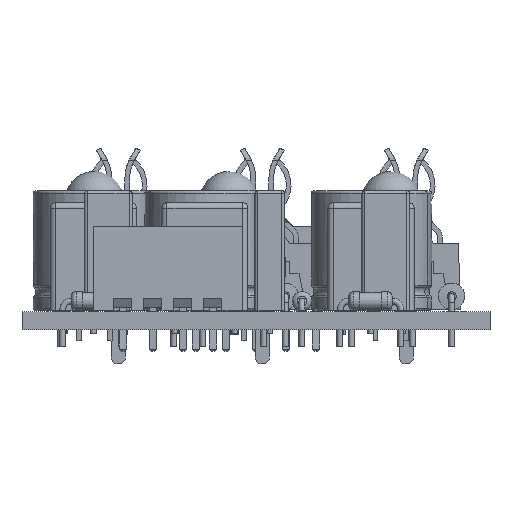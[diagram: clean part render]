
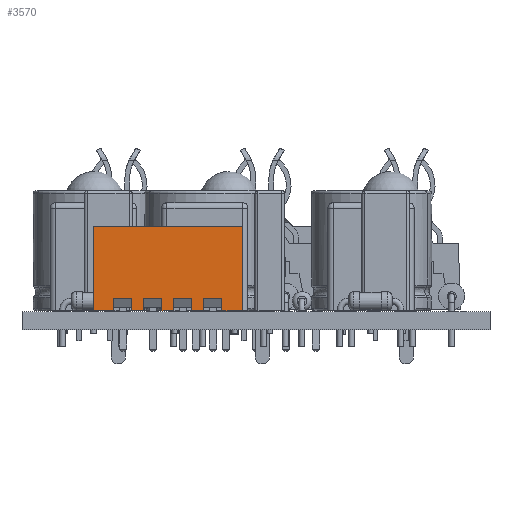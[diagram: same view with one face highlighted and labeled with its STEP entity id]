
A CAD part, front view. The second image highlights one B-rep face of the part: STEP entity #3570.
In plain terms, the highlighted planar face has unit normal (0, -1, 0).
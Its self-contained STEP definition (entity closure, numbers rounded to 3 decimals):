
#3361 = VERTEX_POINT('',#3362);
#3362 = CARTESIAN_POINT('',(-2.45,-3.4,7.));
#3368 = EDGE_CURVE('',#3361,#3369,#3371,.T.);
#3369 = VERTEX_POINT('',#3370);
#3370 = CARTESIAN_POINT('',(9.95,-3.4,7.));
#3371 = LINE('',#3372,#3373);
#3372 = CARTESIAN_POINT('',(-2.45,-3.4,7.));
#3373 = VECTOR('',#3374,1.);
#3374 = DIRECTION('',(1.,0.,0.));
#3488 = VERTEX_POINT('',#3489);
#3489 = CARTESIAN_POINT('',(-2.45,-3.4,0.));
#3536 = EDGE_CURVE('',#3488,#3361,#3537,.T.);
#3537 = LINE('',#3538,#3539);
#3538 = CARTESIAN_POINT('',(-2.45,-3.4,0.));
#3539 = VECTOR('',#3540,1.);
#3540 = DIRECTION('',(0.,0.,1.));
#3570 = ADVANCED_FACE('',(#3571),#3717,.F.);
#3571 = FACE_BOUND('',#3572,.F.);
#3572 = EDGE_LOOP('',(#3573,#3581,#3582,#3583,#3591,#3599,#3607,#3615,
    #3623,#3631,#3639,#3647,#3655,#3663,#3671,#3679,#3687,#3695,#3703,
    #3711));
#3573 = ORIENTED_EDGE('',*,*,#3574,.F.);
#3574 = EDGE_CURVE('',#3488,#3575,#3577,.T.);
#3575 = VERTEX_POINT('',#3576);
#3576 = CARTESIAN_POINT('',(-0.75,-3.4,0.));
#3577 = LINE('',#3578,#3579);
#3578 = CARTESIAN_POINT('',(-2.45,-3.4,0.));
#3579 = VECTOR('',#3580,1.);
#3580 = DIRECTION('',(1.,0.,0.));
#3581 = ORIENTED_EDGE('',*,*,#3536,.T.);
#3582 = ORIENTED_EDGE('',*,*,#3368,.T.);
#3583 = ORIENTED_EDGE('',*,*,#3584,.F.);
#3584 = EDGE_CURVE('',#3585,#3369,#3587,.T.);
#3585 = VERTEX_POINT('',#3586);
#3586 = CARTESIAN_POINT('',(9.95,-3.4,0.));
#3587 = LINE('',#3588,#3589);
#3588 = CARTESIAN_POINT('',(9.95,-3.4,0.));
#3589 = VECTOR('',#3590,1.);
#3590 = DIRECTION('',(0.,0.,1.));
#3591 = ORIENTED_EDGE('',*,*,#3592,.F.);
#3592 = EDGE_CURVE('',#3593,#3585,#3595,.T.);
#3593 = VERTEX_POINT('',#3594);
#3594 = CARTESIAN_POINT('',(8.25,-3.4,0.));
#3595 = LINE('',#3596,#3597);
#3596 = CARTESIAN_POINT('',(-2.45,-3.4,0.));
#3597 = VECTOR('',#3598,1.);
#3598 = DIRECTION('',(1.,0.,0.));
#3599 = ORIENTED_EDGE('',*,*,#3600,.F.);
#3600 = EDGE_CURVE('',#3601,#3593,#3603,.T.);
#3601 = VERTEX_POINT('',#3602);
#3602 = CARTESIAN_POINT('',(8.25,-3.4,1.));
#3603 = LINE('',#3604,#3605);
#3604 = CARTESIAN_POINT('',(8.25,-3.4,1.));
#3605 = VECTOR('',#3606,1.);
#3606 = DIRECTION('',(-0.,0.,-1.));
#3607 = ORIENTED_EDGE('',*,*,#3608,.T.);
#3608 = EDGE_CURVE('',#3601,#3609,#3611,.T.);
#3609 = VERTEX_POINT('',#3610);
#3610 = CARTESIAN_POINT('',(6.75,-3.4,1.));
#3611 = LINE('',#3612,#3613);
#3612 = CARTESIAN_POINT('',(8.25,-3.4,1.));
#3613 = VECTOR('',#3614,1.);
#3614 = DIRECTION('',(-1.,0.,0.));
#3615 = ORIENTED_EDGE('',*,*,#3616,.T.);
#3616 = EDGE_CURVE('',#3609,#3617,#3619,.T.);
#3617 = VERTEX_POINT('',#3618);
#3618 = CARTESIAN_POINT('',(6.75,-3.4,0.));
#3619 = LINE('',#3620,#3621);
#3620 = CARTESIAN_POINT('',(6.75,-3.4,1.));
#3621 = VECTOR('',#3622,1.);
#3622 = DIRECTION('',(-0.,0.,-1.));
#3623 = ORIENTED_EDGE('',*,*,#3624,.F.);
#3624 = EDGE_CURVE('',#3625,#3617,#3627,.T.);
#3625 = VERTEX_POINT('',#3626);
#3626 = CARTESIAN_POINT('',(5.75,-3.4,0.));
#3627 = LINE('',#3628,#3629);
#3628 = CARTESIAN_POINT('',(-2.45,-3.4,0.));
#3629 = VECTOR('',#3630,1.);
#3630 = DIRECTION('',(1.,0.,0.));
#3631 = ORIENTED_EDGE('',*,*,#3632,.F.);
#3632 = EDGE_CURVE('',#3633,#3625,#3635,.T.);
#3633 = VERTEX_POINT('',#3634);
#3634 = CARTESIAN_POINT('',(5.75,-3.4,1.));
#3635 = LINE('',#3636,#3637);
#3636 = CARTESIAN_POINT('',(5.75,-3.4,1.));
#3637 = VECTOR('',#3638,1.);
#3638 = DIRECTION('',(-0.,0.,-1.));
#3639 = ORIENTED_EDGE('',*,*,#3640,.T.);
#3640 = EDGE_CURVE('',#3633,#3641,#3643,.T.);
#3641 = VERTEX_POINT('',#3642);
#3642 = CARTESIAN_POINT('',(4.25,-3.4,1.));
#3643 = LINE('',#3644,#3645);
#3644 = CARTESIAN_POINT('',(5.75,-3.4,1.));
#3645 = VECTOR('',#3646,1.);
#3646 = DIRECTION('',(-1.,0.,0.));
#3647 = ORIENTED_EDGE('',*,*,#3648,.T.);
#3648 = EDGE_CURVE('',#3641,#3649,#3651,.T.);
#3649 = VERTEX_POINT('',#3650);
#3650 = CARTESIAN_POINT('',(4.25,-3.4,0.));
#3651 = LINE('',#3652,#3653);
#3652 = CARTESIAN_POINT('',(4.25,-3.4,1.));
#3653 = VECTOR('',#3654,1.);
#3654 = DIRECTION('',(-0.,0.,-1.));
#3655 = ORIENTED_EDGE('',*,*,#3656,.F.);
#3656 = EDGE_CURVE('',#3657,#3649,#3659,.T.);
#3657 = VERTEX_POINT('',#3658);
#3658 = CARTESIAN_POINT('',(3.25,-3.4,0.));
#3659 = LINE('',#3660,#3661);
#3660 = CARTESIAN_POINT('',(-2.45,-3.4,0.));
#3661 = VECTOR('',#3662,1.);
#3662 = DIRECTION('',(1.,0.,0.));
#3663 = ORIENTED_EDGE('',*,*,#3664,.F.);
#3664 = EDGE_CURVE('',#3665,#3657,#3667,.T.);
#3665 = VERTEX_POINT('',#3666);
#3666 = CARTESIAN_POINT('',(3.25,-3.4,1.));
#3667 = LINE('',#3668,#3669);
#3668 = CARTESIAN_POINT('',(3.25,-3.4,1.));
#3669 = VECTOR('',#3670,1.);
#3670 = DIRECTION('',(-0.,0.,-1.));
#3671 = ORIENTED_EDGE('',*,*,#3672,.T.);
#3672 = EDGE_CURVE('',#3665,#3673,#3675,.T.);
#3673 = VERTEX_POINT('',#3674);
#3674 = CARTESIAN_POINT('',(1.75,-3.4,1.));
#3675 = LINE('',#3676,#3677);
#3676 = CARTESIAN_POINT('',(3.25,-3.4,1.));
#3677 = VECTOR('',#3678,1.);
#3678 = DIRECTION('',(-1.,0.,0.));
#3679 = ORIENTED_EDGE('',*,*,#3680,.T.);
#3680 = EDGE_CURVE('',#3673,#3681,#3683,.T.);
#3681 = VERTEX_POINT('',#3682);
#3682 = CARTESIAN_POINT('',(1.75,-3.4,0.));
#3683 = LINE('',#3684,#3685);
#3684 = CARTESIAN_POINT('',(1.75,-3.4,1.));
#3685 = VECTOR('',#3686,1.);
#3686 = DIRECTION('',(-0.,0.,-1.));
#3687 = ORIENTED_EDGE('',*,*,#3688,.F.);
#3688 = EDGE_CURVE('',#3689,#3681,#3691,.T.);
#3689 = VERTEX_POINT('',#3690);
#3690 = CARTESIAN_POINT('',(0.75,-3.4,0.));
#3691 = LINE('',#3692,#3693);
#3692 = CARTESIAN_POINT('',(-2.45,-3.4,0.));
#3693 = VECTOR('',#3694,1.);
#3694 = DIRECTION('',(1.,0.,0.));
#3695 = ORIENTED_EDGE('',*,*,#3696,.F.);
#3696 = EDGE_CURVE('',#3697,#3689,#3699,.T.);
#3697 = VERTEX_POINT('',#3698);
#3698 = CARTESIAN_POINT('',(0.75,-3.4,1.));
#3699 = LINE('',#3700,#3701);
#3700 = CARTESIAN_POINT('',(0.75,-3.4,1.));
#3701 = VECTOR('',#3702,1.);
#3702 = DIRECTION('',(-0.,0.,-1.));
#3703 = ORIENTED_EDGE('',*,*,#3704,.T.);
#3704 = EDGE_CURVE('',#3697,#3705,#3707,.T.);
#3705 = VERTEX_POINT('',#3706);
#3706 = CARTESIAN_POINT('',(-0.75,-3.4,1.));
#3707 = LINE('',#3708,#3709);
#3708 = CARTESIAN_POINT('',(0.75,-3.4,1.));
#3709 = VECTOR('',#3710,1.);
#3710 = DIRECTION('',(-1.,0.,0.));
#3711 = ORIENTED_EDGE('',*,*,#3712,.T.);
#3712 = EDGE_CURVE('',#3705,#3575,#3713,.T.);
#3713 = LINE('',#3714,#3715);
#3714 = CARTESIAN_POINT('',(-0.75,-3.4,1.));
#3715 = VECTOR('',#3716,1.);
#3716 = DIRECTION('',(-0.,0.,-1.));
#3717 = PLANE('',#3718);
#3718 = AXIS2_PLACEMENT_3D('',#3719,#3720,#3721);
#3719 = CARTESIAN_POINT('',(-2.45,-3.4,0.));
#3720 = DIRECTION('',(0.,1.,0.));
#3721 = DIRECTION('',(1.,0.,0.));
